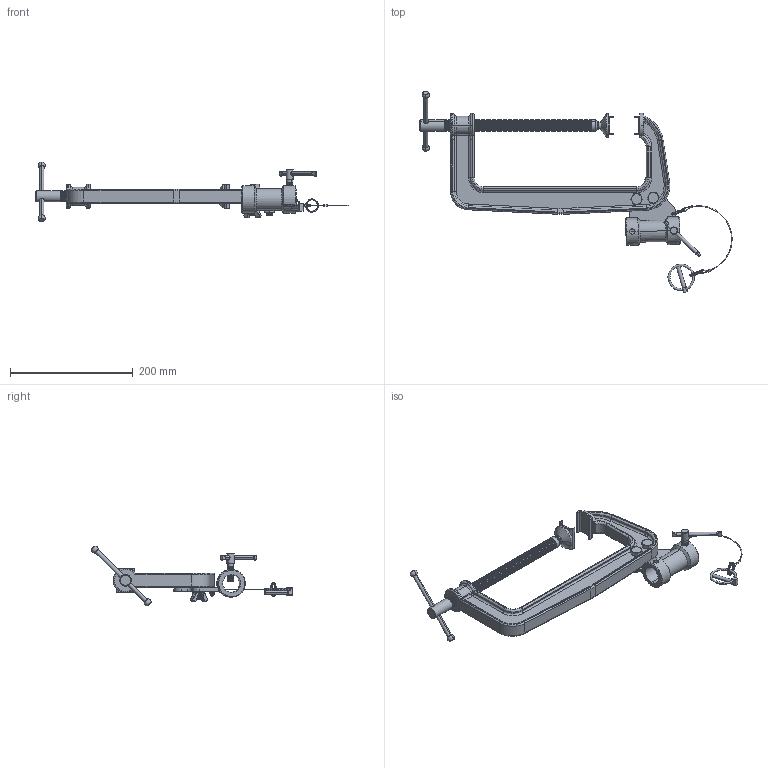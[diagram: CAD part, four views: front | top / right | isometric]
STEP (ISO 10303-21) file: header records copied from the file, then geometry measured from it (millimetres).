
FILE_DESCRIPTION (( 'STEP AP203' ), '1' );
FILE_NAME ('G1110.STEP', '2018-09-25T12:52:53', ( '' ), ( '' ), 'SwSTEP 2.0', 'SolidWorks 2016', '' );
FILE_SCHEMA (( 'CONFIG_CONTROL_DESIGN' ));
Length unit declared in the file: millimetre
Products named in the file (24): S0541-2; S3333-1; TH2838; S3333-2; S2605_Default2; T28380; TH2843; TH2835; S3333-3; S3333-4; B Washer_Bright washer BS 4320 - M10 (Form B); S3333; Hex Nut Style 1 GradeAB_Doughty Fastners_Hexagon Nut ISO - 4032 - M10 - D - S; TH2837; F882_DIN 315-M12-GT-C-N; Hex Bolt_ISO 4016 - M10 x 35 x 35-WS; T21000; S0541-1; TH2839; G1110; S1426; G1108_LABEL_G1110_LABEL; TH2836; S0541
Assembly tree (27 placements, depth 4):
  G1110
    TH2843
      S3333
        S3333-1
        S3333-4
        S3333-3
        S3333-2
      TH2839  x2
    TH2838
      TH2837
      TH2836
    TH2835
    S0541
      S0541-1
      S0541-2
    T28380
      S2605_Default2
      T21000
      S1426  x2
    Hex Bolt_ISO 4016 - M10 x 35 x 35-WS  x2
    B Washer_Bright washer BS 4320 - M10 (Form B)  x2
    Hex Nut Style 1 GradeAB_Doughty Fastners_Hexagon Nut ISO - 4032 - M10 - D - S
    F882_DIN 315-M12-GT-C-N
    G1108_LABEL_G1110_LABEL
Bounding box: 509.52 x 328.64 x 97.61 mm (x, y, z)
Volume: 480791.8 mm3; surface area: 178346.3 mm2
Topology: 22 solids, 22 shells, 2556 faces, 6204 edges, 3777 vertices
Faces by surface type: cone 877, plane 751, bspline 455, cylinder 353, torus 104, sphere 16
Entity records: 90223 total; most frequent: CARTESIAN_POINT 34879, ORIENTED_EDGE 11392, DIRECTION 10111, EDGE_CURVE 5696, AXIS2_PLACEMENT_3D 3493, VERTEX_POINT 3473, VECTOR 3125, LINE 3125
